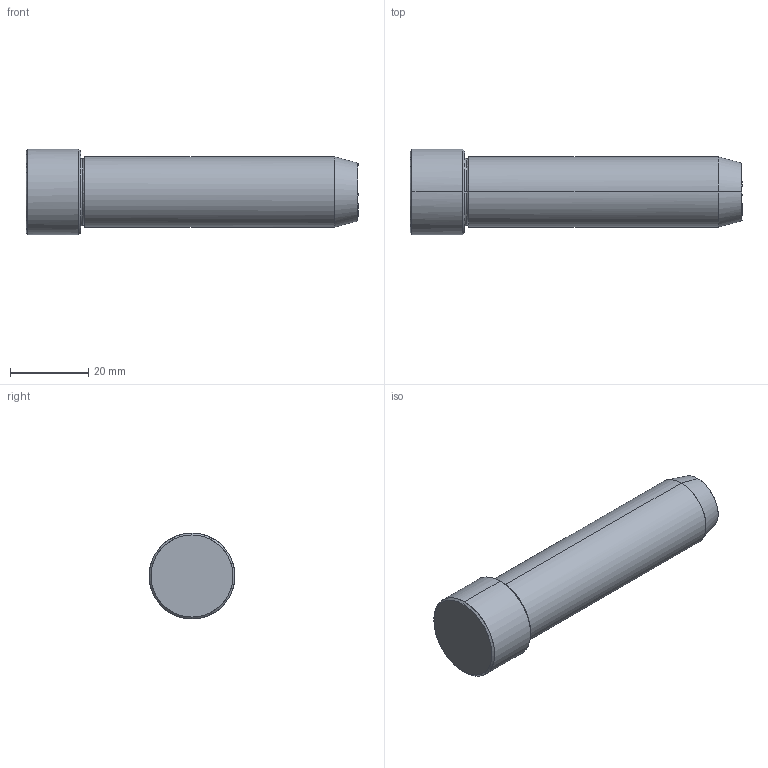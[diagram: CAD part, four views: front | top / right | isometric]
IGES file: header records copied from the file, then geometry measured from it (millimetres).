
Start section: Comment
Global section: file name: G2_22x85.igs; native system:  By Spatial Corp.; preprocessor: XPlus PS/IGES 3.0; author: Author; organization: Title; date: 20040919.224039; units: inch
Bounding box: 85 x 21.94 x 22 mm (x, y, z)
Surface area: 5628.6 mm2 (no closed solid volume)
Topology: 0 solids, 0 shells, 17 faces, 64 edges, 64 vertices
Faces by surface type: bspline 17
